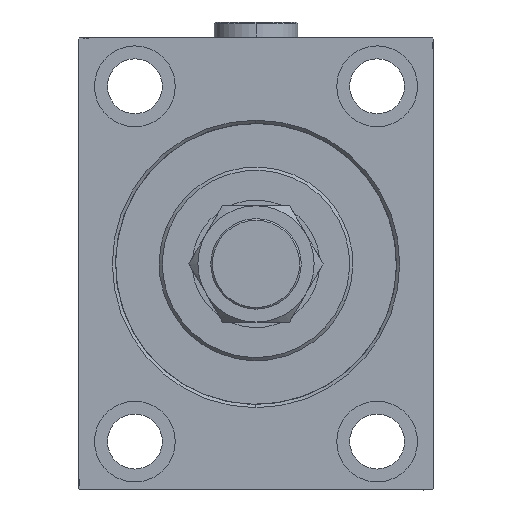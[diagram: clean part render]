
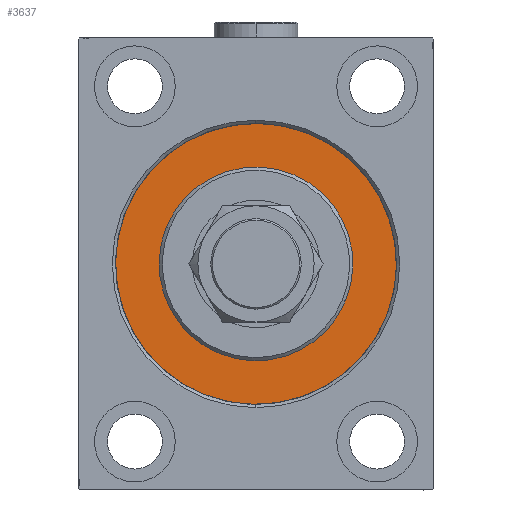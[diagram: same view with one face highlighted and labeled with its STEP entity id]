
A CAD part, left-side view. The second image highlights one B-rep face of the part: STEP entity #3637.
In plain terms, the highlighted face is planar.
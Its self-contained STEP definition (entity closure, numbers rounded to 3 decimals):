
#1246 = FACE_OUTER_BOUND ( 'NONE', #33014, .T. ) ;
#1276 = DIRECTION ( 'NONE',  ( -1., 0., 0. ) ) ;
#3605 = VERTEX_POINT ( 'NONE', #4576 ) ;
#3637 = ADVANCED_FACE ( 'NONE', ( #41436, #1246 ), #30262, .F. ) ;
#3639 = AXIS2_PLACEMENT_3D ( 'NONE', #7954, #1276, #19600 ) ;
#4576 = CARTESIAN_POINT ( 'NONE',  ( 0., 0., 30. ) ) ;
#6493 = DIRECTION ( 'NONE',  ( 1., 0., 0. ) ) ;
#7954 = CARTESIAN_POINT ( 'NONE',  ( 0., 0., 0. ) ) ;
#10197 = AXIS2_PLACEMENT_3D ( 'NONE', #44104, #36746, #29601 ) ;
#10615 = VERTEX_POINT ( 'NONE', #23223 ) ;
#11970 = ORIENTED_EDGE ( 'NONE', *, *, #38693, .F. ) ;
#16188 = AXIS2_PLACEMENT_3D ( 'NONE', #26699, #44763, #26929 ) ;
#16258 = ORIENTED_EDGE ( 'NONE', *, *, #25666, .F. ) ;
#17389 = CIRCLE ( 'NONE', #34846, 30. ) ;
#17431 = EDGE_LOOP ( 'NONE', ( #28266, #23992 ) ) ;
#17452 = CARTESIAN_POINT ( 'NONE',  ( 0., 0., 0. ) ) ;
#19600 = DIRECTION ( 'NONE',  ( 0., 0., 1. ) ) ;
#21012 = DIRECTION ( 'NONE',  ( 0., 0., -1. ) ) ;
#23223 = CARTESIAN_POINT ( 'NONE',  ( 0., 0., 43.5 ) ) ;
#23369 = DIRECTION ( 'NONE',  ( 0., 0., -1. ) ) ;
#23992 = ORIENTED_EDGE ( 'NONE', *, *, #37701, .F. ) ;
#24234 = CARTESIAN_POINT ( 'NONE',  ( 0., 0., -30. ) ) ;
#25666 = EDGE_CURVE ( 'NONE', #10615, #33411, #32217, .T. ) ;
#26699 = CARTESIAN_POINT ( 'NONE',  ( 0., 0., 0. ) ) ;
#26929 = DIRECTION ( 'NONE',  ( 0., 0., 1. ) ) ;
#28266 = ORIENTED_EDGE ( 'NONE', *, *, #33458, .F. ) ;
#29601 = DIRECTION ( 'NONE',  ( 0., 0., 1. ) ) ;
#30262 = PLANE ( 'NONE',  #16188 ) ;
#32217 = CIRCLE ( 'NONE', #10197, 43.5 ) ;
#33014 = EDGE_LOOP ( 'NONE', ( #11970, #16258 ) ) ;
#33411 = VERTEX_POINT ( 'NONE', #41900 ) ;
#33458 = EDGE_CURVE ( 'NONE', #3605, #44931, #37769, .T. ) ;
#34846 = AXIS2_PLACEMENT_3D ( 'NONE', #17452, #6493, #21012 ) ;
#36746 = DIRECTION ( 'NONE',  ( -1., 0., 0. ) ) ;
#37701 = EDGE_CURVE ( 'NONE', #44931, #3605, #17389, .T. ) ;
#37769 = CIRCLE ( 'NONE', #46893, 30. ) ;
#37794 = CIRCLE ( 'NONE', #3639, 43.5 ) ;
#38693 = EDGE_CURVE ( 'NONE', #33411, #10615, #37794, .T. ) ;
#41436 = FACE_BOUND ( 'NONE', #17431, .T. ) ;
#41900 = CARTESIAN_POINT ( 'NONE',  ( 0., 0., -43.5 ) ) ;
#42377 = CARTESIAN_POINT ( 'NONE',  ( 0., 0., 0. ) ) ;
#44104 = CARTESIAN_POINT ( 'NONE',  ( 0., 0., 0. ) ) ;
#44763 = DIRECTION ( 'NONE',  ( -1., 0., 0. ) ) ;
#44931 = VERTEX_POINT ( 'NONE', #24234 ) ;
#44989 = DIRECTION ( 'NONE',  ( 1., 0., 0. ) ) ;
#46893 = AXIS2_PLACEMENT_3D ( 'NONE', #42377, #44989, #23369 ) ;
